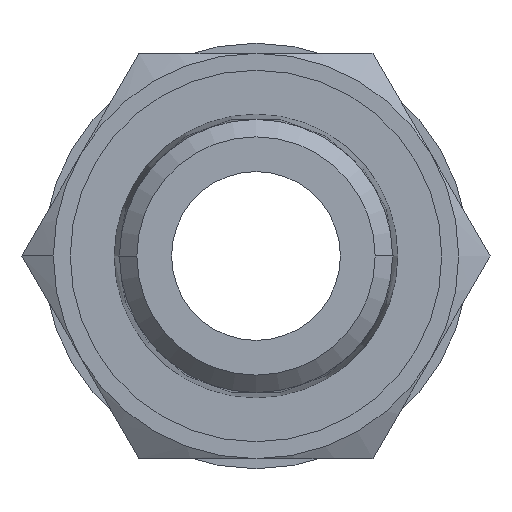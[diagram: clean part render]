
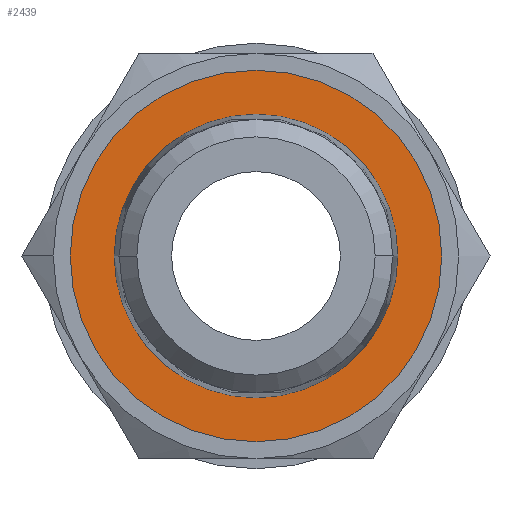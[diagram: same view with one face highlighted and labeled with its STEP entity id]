
A CAD part, front view. The second image highlights one B-rep face of the part: STEP entity #2439.
In plain terms, the highlighted planar face has unit normal (0, -1, 0).
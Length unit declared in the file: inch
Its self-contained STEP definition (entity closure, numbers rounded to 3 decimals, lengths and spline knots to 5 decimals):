
#37 = CARTESIAN_POINT ( 'NONE',  ( 0., 0.43307, 0. ) ) ;
#100 = CARTESIAN_POINT ( 'NONE',  ( 0.43307, 0.43307, 0. ) ) ;
#123 = CARTESIAN_POINT ( 'NONE',  ( -0.33071, 0.43307, 0. ) ) ;
#155 = AXIS2_PLACEMENT_3D ( 'NONE', #1971, #773, #2166 ) ;
#184 = AXIS2_PLACEMENT_3D ( 'NONE', #1079, #2472, #1274 ) ;
#295 = CARTESIAN_POINT ( 'NONE',  ( 0., 0.43307, 0. ) ) ;
#399 = AXIS2_PLACEMENT_3D ( 'NONE', #633, #1784, #1577 ) ;
#433 = EDGE_CURVE ( 'NONE', #2234, #1900, #1431, .T. ) ;
#484 = EDGE_CURVE ( 'NONE', #1900, #2234, #2102, .T. ) ;
#502 = EDGE_LOOP ( 'NONE', ( #514, #1641 ) ) ;
#514 = ORIENTED_EDGE ( 'NONE', *, *, #484, .F. ) ;
#551 = CIRCLE ( 'NONE', #399, 0.43307 ) ;
#584 = AXIS2_PLACEMENT_3D ( 'NONE', #37, #2365, #2397 ) ;
#633 = CARTESIAN_POINT ( 'NONE',  ( 0., 0.43307, 0. ) ) ;
#640 = CIRCLE ( 'NONE', #184, 0.43307 ) ;
#658 = ORIENTED_EDGE ( 'NONE', *, *, #1462, .T. ) ;
#684 = FACE_OUTER_BOUND ( 'NONE', #1495, .T. ) ;
#688 = VERTEX_POINT ( 'NONE', #1620 ) ;
#708 = FACE_BOUND ( 'NONE', #502, .T. ) ;
#773 = DIRECTION ( 'NONE',  ( 0., -1., 0. ) ) ;
#1079 = CARTESIAN_POINT ( 'NONE',  ( 0., 0.43307, 0. ) ) ;
#1274 = DIRECTION ( 'NONE',  ( -1., 0., 0. ) ) ;
#1426 = VERTEX_POINT ( 'NONE', #100 ) ;
#1431 = CIRCLE ( 'NONE', #584, 0.33071 ) ;
#1462 = EDGE_CURVE ( 'NONE', #1426, #688, #551, .T. ) ;
#1495 = EDGE_LOOP ( 'NONE', ( #2424, #658 ) ) ;
#1577 = DIRECTION ( 'NONE',  ( -1., 0., 0. ) ) ;
#1620 = CARTESIAN_POINT ( 'NONE',  ( -0.43307, 0.43307, 0. ) ) ;
#1641 = ORIENTED_EDGE ( 'NONE', *, *, #433, .F. ) ;
#1730 = EDGE_CURVE ( 'NONE', #688, #1426, #640, .T. ) ;
#1784 = DIRECTION ( 'NONE',  ( 0., -1., 0. ) ) ;
#1900 = VERTEX_POINT ( 'NONE', #123 ) ;
#1971 = CARTESIAN_POINT ( 'NONE',  ( -0.38189, 0.43307, 0. ) ) ;
#2102 = CIRCLE ( 'NONE', #2176, 0.33071 ) ;
#2159 = PLANE ( 'NONE',  #155 ) ;
#2166 = DIRECTION ( 'NONE',  ( 0., 0., -1. ) ) ;
#2176 = AXIS2_PLACEMENT_3D ( 'NONE', #295, #2248, #2547 ) ;
#2234 = VERTEX_POINT ( 'NONE', #2293 ) ;
#2248 = DIRECTION ( 'NONE',  ( 0., -1., 0. ) ) ;
#2293 = CARTESIAN_POINT ( 'NONE',  ( 0.33071, 0.43307, 0. ) ) ;
#2365 = DIRECTION ( 'NONE',  ( 0., -1., 0. ) ) ;
#2397 = DIRECTION ( 'NONE',  ( -1., 0., 0. ) ) ;
#2424 = ORIENTED_EDGE ( 'NONE', *, *, #1730, .T. ) ;
#2439 = ADVANCED_FACE ( 'NONE', ( #708, #684 ), #2159, .T. ) ;
#2472 = DIRECTION ( 'NONE',  ( 0., -1., 0. ) ) ;
#2547 = DIRECTION ( 'NONE',  ( -1., 0., 0. ) ) ;
